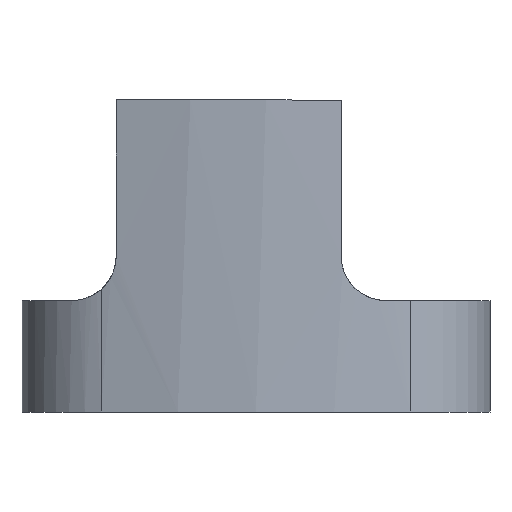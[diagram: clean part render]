
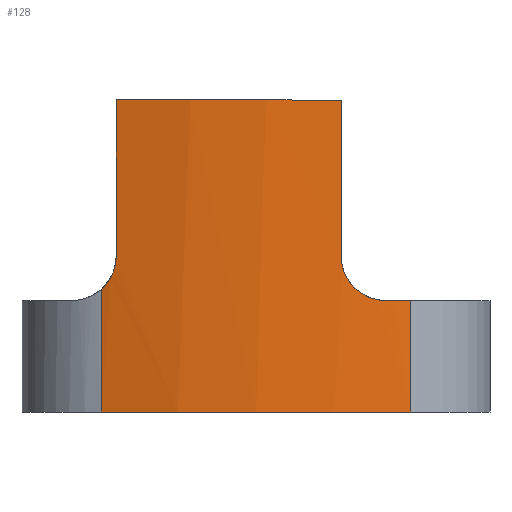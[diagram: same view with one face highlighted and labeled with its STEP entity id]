
A CAD part, front view. The second image highlights one B-rep face of the part: STEP entity #128.
In plain terms, the highlighted cylindrical face has radius 48 mm (diameter 96 mm), a partial arc.
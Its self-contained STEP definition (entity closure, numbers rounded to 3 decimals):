
#38=B_SPLINE_CURVE_WITH_KNOTS('',3,(#1472,#1473,#1474,#1475,#1476,#1477,
#1478,#1479,#1480,#1481),.UNSPECIFIED.,.F.,.F.,(4,3,3,4),(0.,0.385,
0.769,1.),.UNSPECIFIED.);
#39=B_SPLINE_CURVE_WITH_KNOTS('',3,(#1485,#1486,#1487,#1488,#1489,#1490,
#1491,#1492,#1493,#1494,#1495,#1496,#1497,#1498,#1499,#1500),
 .UNSPECIFIED.,.F.,.F.,(4,3,3,3,3,4),(0.,0.221,0.442,
0.658,0.871,1.),.UNSPECIFIED.);
#52=CYLINDRICAL_SURFACE('',#975,48.);
#82=FACE_OUTER_BOUND('',#378,.T.);
#128=ADVANCED_FACE('',(#82),#52,.T.);
#204=LINE('',#1427,#266);
#214=LINE('',#1454,#276);
#222=LINE('',#1483,#284);
#223=LINE('',#1484,#285);
#266=VECTOR('',#1143,1.);
#276=VECTOR('',#1173,1.);
#284=VECTOR('',#1197,1.);
#285=VECTOR('',#1198,1.);
#378=EDGE_LOOP('',(#538,#539,#540,#541,#542,#543,#544,#545,#546));
#538=ORIENTED_EDGE('',*,*,#826,.T.);
#539=ORIENTED_EDGE('',*,*,#827,.T.);
#540=ORIENTED_EDGE('',*,*,#769,.F.);
#541=ORIENTED_EDGE('',*,*,#828,.T.);
#542=ORIENTED_EDGE('',*,*,#779,.T.);
#543=ORIENTED_EDGE('',*,*,#829,.T.);
#544=ORIENTED_EDGE('',*,*,#804,.T.);
#545=ORIENTED_EDGE('',*,*,#771,.T.);
#546=ORIENTED_EDGE('',*,*,#815,.T.);
#682=VERTEX_POINT('',#1355);
#683=VERTEX_POINT('',#1357);
#684=VERTEX_POINT('',#1361);
#685=VERTEX_POINT('',#1362);
#692=VERTEX_POINT('',#1379);
#693=VERTEX_POINT('',#1380);
#713=VERTEX_POINT('',#1428);
#719=VERTEX_POINT('',#1453);
#722=VERTEX_POINT('',#1482);
#769=EDGE_CURVE('',#682,#683,#876,.T.);
#771=EDGE_CURVE('',#684,#685,#878,.T.);
#779=EDGE_CURVE('',#692,#693,#880,.T.);
#804=EDGE_CURVE('',#713,#684,#204,.T.);
#815=EDGE_CURVE('',#685,#719,#214,.T.);
#826=EDGE_CURVE('',#719,#722,#38,.T.);
#827=EDGE_CURVE('',#722,#683,#222,.T.);
#828=EDGE_CURVE('',#682,#692,#223,.T.);
#829=EDGE_CURVE('',#693,#713,#39,.T.);
#876=CIRCLE('',#935,48.);
#878=CIRCLE('',#938,48.);
#880=CIRCLE('',#942,48.);
#935=AXIS2_PLACEMENT_3D('',#1356,#1080,#1081);
#938=AXIS2_PLACEMENT_3D('',#1360,#1086,#1087);
#942=AXIS2_PLACEMENT_3D('',#1378,#1100,#1101);
#975=AXIS2_PLACEMENT_3D('',#1501,#1199,#1200);
#1080=DIRECTION('',(0.,0.,-1.));
#1081=DIRECTION('',(1.,0.,0.));
#1086=DIRECTION('',(0.,0.,-1.));
#1087=DIRECTION('',(1.,0.,0.));
#1100=DIRECTION('',(0.,0.,-1.));
#1101=DIRECTION('',(-1.,0.,0.));
#1143=DIRECTION('',(0.,0.,1.));
#1173=DIRECTION('',(0.,0.,-1.));
#1197=DIRECTION('',(0.,0.,-1.));
#1198=DIRECTION('',(0.,0.,1.));
#1199=DIRECTION('',(0.,0.,1.));
#1200=DIRECTION('',(1.,0.,0.));
#1355=CARTESIAN_POINT('',(13.895,-45.945,-3.));
#1356=CARTESIAN_POINT('',(0.,0.,-3.));
#1357=CARTESIAN_POINT('',(-13.895,-45.945,-3.));
#1360=CARTESIAN_POINT('',(0.,0.,25.));
#1361=CARTESIAN_POINT('',(7.65,-47.386,25.));
#1362=CARTESIAN_POINT('',(-12.55,-46.33,25.));
#1378=CARTESIAN_POINT('',(0.,0.,7.));
#1379=CARTESIAN_POINT('',(13.895,-45.945,7.));
#1380=CARTESIAN_POINT('',(11.65,-46.565,7.));
#1427=CARTESIAN_POINT('',(7.65,-47.386,-5.6));
#1428=CARTESIAN_POINT('',(7.65,-47.386,11.));
#1453=CARTESIAN_POINT('',(-12.55,-46.33,11.));
#1454=CARTESIAN_POINT('',(-12.55,-46.33,-5.6));
#1472=CARTESIAN_POINT('',(-12.55,-46.33,11.));
#1473=CARTESIAN_POINT('',(-12.55,-46.33,10.565));
#1474=CARTESIAN_POINT('',(-12.623,-46.311,10.124));
#1475=CARTESIAN_POINT('',(-12.763,-46.272,9.713));
#1476=CARTESIAN_POINT('',(-12.902,-46.234,9.303));
#1477=CARTESIAN_POINT('',(-13.111,-46.175,8.913));
#1478=CARTESIAN_POINT('',(-13.371,-46.1,8.572));
#1479=CARTESIAN_POINT('',(-13.527,-46.055,8.367));
#1480=CARTESIAN_POINT('',(-13.704,-46.003,8.178));
#1481=CARTESIAN_POINT('',(-13.895,-45.945,8.008));
#1482=CARTESIAN_POINT('',(-13.895,-45.945,8.008));
#1483=CARTESIAN_POINT('',(-13.895,-45.945,-5.6));
#1484=CARTESIAN_POINT('',(13.895,-45.945,-5.6));
#1485=CARTESIAN_POINT('',(11.65,-46.565,7.));
#1486=CARTESIAN_POINT('',(11.199,-46.678,7.));
#1487=CARTESIAN_POINT('',(10.74,-46.785,7.078));
#1488=CARTESIAN_POINT('',(10.311,-46.88,7.231));
#1489=CARTESIAN_POINT('',(9.881,-46.974,7.383));
#1490=CARTESIAN_POINT('',(9.47,-47.058,7.615));
#1491=CARTESIAN_POINT('',(9.114,-47.127,7.906));
#1492=CARTESIAN_POINT('',(8.765,-47.194,8.193));
#1493=CARTESIAN_POINT('',(8.459,-47.249,8.545));
#1494=CARTESIAN_POINT('',(8.225,-47.29,8.934));
#1495=CARTESIAN_POINT('',(7.994,-47.33,9.316));
#1496=CARTESIAN_POINT('',(7.826,-47.358,9.744));
#1497=CARTESIAN_POINT('',(7.735,-47.373,10.182));
#1498=CARTESIAN_POINT('',(7.679,-47.382,10.45));
#1499=CARTESIAN_POINT('',(7.65,-47.386,10.726));
#1500=CARTESIAN_POINT('',(7.65,-47.386,11.));
#1501=CARTESIAN_POINT('',(0.,0.,-5.6));
